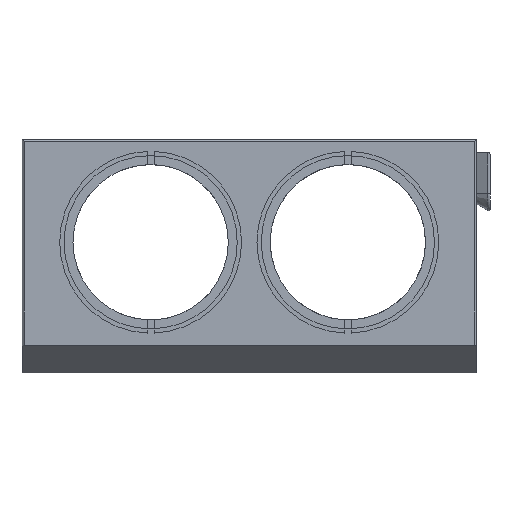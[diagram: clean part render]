
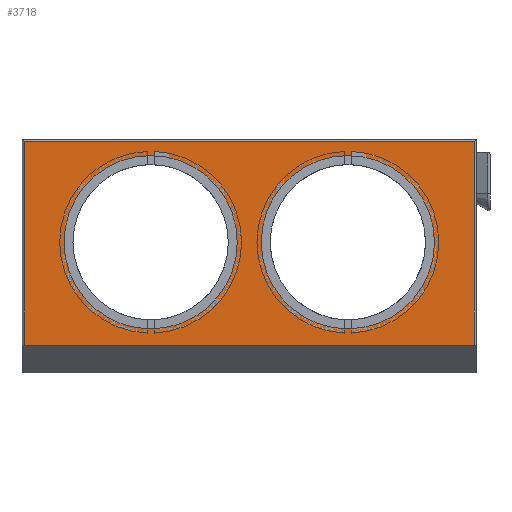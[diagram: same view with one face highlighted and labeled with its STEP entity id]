
A CAD part, top view. The second image highlights one B-rep face of the part: STEP entity #3718.
In plain terms, the highlighted planar face has unit normal (0, 0, 1).
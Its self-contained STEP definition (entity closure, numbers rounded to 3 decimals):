
#13 = VERTEX_POINT ( 'NONE', #3755 ) ;
#90 = DIRECTION ( 'NONE',  ( 0., 1., 0. ) ) ;
#119 = EDGE_CURVE ( 'NONE', #1903, #4306, #1019, .T. ) ;
#124 = LINE ( 'NONE', #1028, #3602 ) ;
#152 = DIRECTION ( 'NONE',  ( 1., 0., 0. ) ) ;
#173 = CARTESIAN_POINT ( 'NONE',  ( 33.355, -17.272, 4.699 ) ) ;
#201 = EDGE_CURVE ( 'NONE', #2791, #3654, #4305, .T. ) ;
#221 = CARTESIAN_POINT ( 'NONE',  ( 14.605, 2.032, 4.699 ) ) ;
#239 = DIRECTION ( 'NONE',  ( 1., 0., 0. ) ) ;
#282 = ORIENTED_EDGE ( 'NONE', *, *, #201, .F. ) ;
#372 = AXIS2_PLACEMENT_3D ( 'NONE', #4190, #2185, #152 ) ;
#486 = ORIENTED_EDGE ( 'NONE', *, *, #119, .F. ) ;
#677 = EDGE_CURVE ( 'NONE', #4306, #1903, #3777, .T. ) ;
#787 = DIRECTION ( 'NONE',  ( 0., 0., 1. ) ) ;
#884 = VERTEX_POINT ( 'NONE', #2049 ) ;
#1003 = DIRECTION ( 'NONE',  ( 1., 0., 0. ) ) ;
#1006 = ORIENTED_EDGE ( 'NONE', *, *, #2722, .T. ) ;
#1019 = CIRCLE ( 'NONE', #4346, 12.827 ) ;
#1028 = CARTESIAN_POINT ( 'NONE',  ( -33.355, 16.972, 4.699 ) ) ;
#1074 = DIRECTION ( 'NONE',  ( -1., 0., 0. ) ) ;
#1092 = EDGE_CURVE ( 'NONE', #13, #884, #4087, .T. ) ;
#1155 = VERTEX_POINT ( 'NONE', #2029 ) ;
#1234 = ORIENTED_EDGE ( 'NONE', *, *, #3370, .T. ) ;
#1416 = AXIS2_PLACEMENT_3D ( 'NONE', #221, #2059, #1074 ) ;
#1438 = ORIENTED_EDGE ( 'NONE', *, *, #1092, .F. ) ;
#1506 = FACE_BOUND ( 'NONE', #2659, .T. ) ;
#1517 = EDGE_LOOP ( 'NONE', ( #2701, #486 ) ) ;
#1588 = DIRECTION ( 'NONE',  ( 0., 0., 1. ) ) ;
#1626 = CARTESIAN_POINT ( 'NONE',  ( -1.778, 2.032, 4.699 ) ) ;
#1708 = CARTESIAN_POINT ( 'NONE',  ( 14.605, 2.032, 4.699 ) ) ;
#1903 = VERTEX_POINT ( 'NONE', #3877 ) ;
#1919 = ORIENTED_EDGE ( 'NONE', *, *, #2553, .T. ) ;
#1958 = ORIENTED_EDGE ( 'NONE', *, *, #2250, .F. ) ;
#2004 = VECTOR ( 'NONE', #239, 1000. ) ;
#2029 = CARTESIAN_POINT ( 'NONE',  ( 33.355, 16.972, 4.699 ) ) ;
#2049 = CARTESIAN_POINT ( 'NONE',  ( 1.778, 2.032, 4.699 ) ) ;
#2059 = DIRECTION ( 'NONE',  ( 0., 0., 1. ) ) ;
#2185 = DIRECTION ( 'NONE',  ( 0., 0., 1. ) ) ;
#2213 = CIRCLE ( 'NONE', #3290, 12.827 ) ;
#2250 = EDGE_CURVE ( 'NONE', #884, #13, #2213, .T. ) ;
#2270 = CARTESIAN_POINT ( 'NONE',  ( -33.655, -13.209, 4.699 ) ) ;
#2374 = DIRECTION ( 'NONE',  ( 0., 0., 1. ) ) ;
#2463 = LINE ( 'NONE', #2270, #2004 ) ;
#2498 = FACE_OUTER_BOUND ( 'NONE', #2551, .T. ) ;
#2522 = VECTOR ( 'NONE', #4208, 1000. ) ;
#2525 = VERTEX_POINT ( 'NONE', #3859 ) ;
#2551 = EDGE_LOOP ( 'NONE', ( #1919, #1234, #282, #1006 ) ) ;
#2553 = EDGE_CURVE ( 'NONE', #2525, #1155, #2615, .T. ) ;
#2615 = LINE ( 'NONE', #173, #2522 ) ;
#2659 = EDGE_LOOP ( 'NONE', ( #1438, #1958 ) ) ;
#2701 = ORIENTED_EDGE ( 'NONE', *, *, #677, .F. ) ;
#2722 = EDGE_CURVE ( 'NONE', #2791, #2525, #2463, .T. ) ;
#2791 = VERTEX_POINT ( 'NONE', #3289 ) ;
#2846 = CARTESIAN_POINT ( 'NONE',  ( -33.355, 16.972, 4.699 ) ) ;
#3023 = DIRECTION ( 'NONE',  ( -1., 0., 0. ) ) ;
#3026 = DIRECTION ( 'NONE',  ( -1., 0., 0. ) ) ;
#3106 = AXIS2_PLACEMENT_3D ( 'NONE', #3626, #787, #1003 ) ;
#3277 = FACE_BOUND ( 'NONE', #1517, .T. ) ;
#3289 = CARTESIAN_POINT ( 'NONE',  ( -33.355, -13.209, 4.699 ) ) ;
#3290 = AXIS2_PLACEMENT_3D ( 'NONE', #1708, #2374, #3023 ) ;
#3317 = VECTOR ( 'NONE', #90, 1000. ) ;
#3370 = EDGE_CURVE ( 'NONE', #1155, #3654, #124, .T. ) ;
#3491 = PLANE ( 'NONE',  #372 ) ;
#3583 = DIRECTION ( 'NONE',  ( 1., 0., 0. ) ) ;
#3602 = VECTOR ( 'NONE', #3026, 1000. ) ;
#3626 = CARTESIAN_POINT ( 'NONE',  ( -14.605, 2.032, 4.699 ) ) ;
#3654 = VERTEX_POINT ( 'NONE', #2846 ) ;
#3718 = ADVANCED_FACE ( 'NONE', ( #2498, #1506, #3277 ), #3491, .T. ) ;
#3755 = CARTESIAN_POINT ( 'NONE',  ( 27.432, 2.032, 4.699 ) ) ;
#3777 = CIRCLE ( 'NONE', #3106, 12.827 ) ;
#3859 = CARTESIAN_POINT ( 'NONE',  ( 33.355, -13.209, 4.699 ) ) ;
#3877 = CARTESIAN_POINT ( 'NONE',  ( -27.432, 2.032, 4.699 ) ) ;
#3905 = CARTESIAN_POINT ( 'NONE',  ( -14.605, 2.032, 4.699 ) ) ;
#4087 = CIRCLE ( 'NONE', #1416, 12.827 ) ;
#4130 = CARTESIAN_POINT ( 'NONE',  ( -33.355, -17.272, 4.699 ) ) ;
#4190 = CARTESIAN_POINT ( 'NONE',  ( 0., 0., 4.699 ) ) ;
#4208 = DIRECTION ( 'NONE',  ( 0., 1., 0. ) ) ;
#4305 = LINE ( 'NONE', #4130, #3317 ) ;
#4306 = VERTEX_POINT ( 'NONE', #1626 ) ;
#4346 = AXIS2_PLACEMENT_3D ( 'NONE', #3905, #1588, #3583 ) ;
